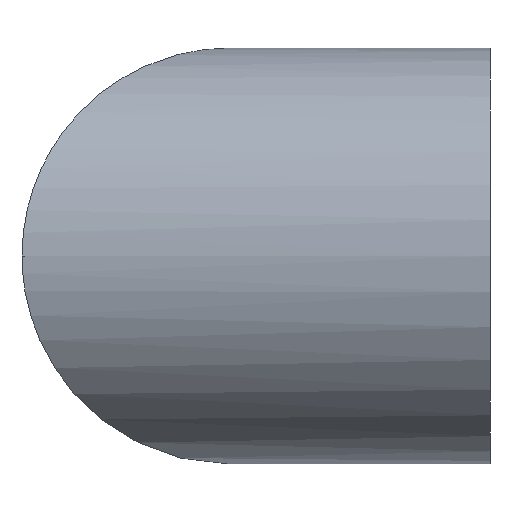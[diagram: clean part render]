
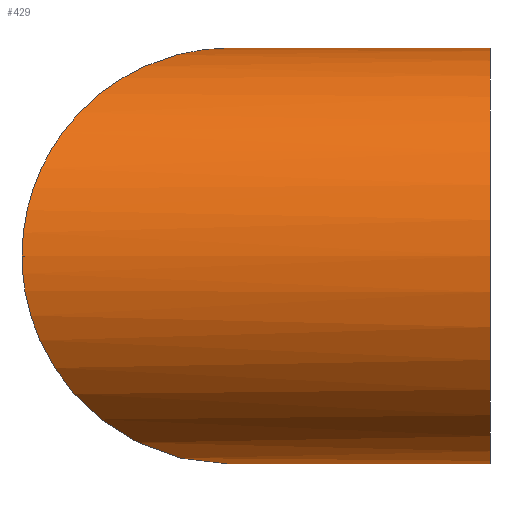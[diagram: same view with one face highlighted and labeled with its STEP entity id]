
A CAD part, left-side view. The second image highlights one B-rep face of the part: STEP entity #429.
In plain terms, the highlighted cylindrical face has radius 25.4 mm (diameter 50.8 mm), a partial arc.
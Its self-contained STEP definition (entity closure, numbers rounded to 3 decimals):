
#1 = DIRECTION ( 'NONE',  ( 0., -1., 0. ) ) ;
#9 = CARTESIAN_POINT ( 'NONE',  ( -24.919, 56.669, 5.017 ) ) ;
#12 = B_SPLINE_CURVE_WITH_KNOTS ( 'NONE', 3,
 ( #603, #735, #359, #289, #422, #696, #9, #504, #90, #510, #171, #314, #631, #231, #701, #706, #307, #768, #840, #522, #109, #585, #453, #534, #127, #601, #829, #491, #677, #616, #686, #560 ),
 .UNSPECIFIED., .F., .F.,
 ( 4, 2, 2, 2, 2, 2, 2, 2, 2, 2, 2, 2, 2, 2, 2, 4 ),
 ( 0.048, 0.05, 0.051, 0.054, 0.056, 0.057, 0.06, 0.062, 0.063, 0.066, 0.072, 0.078, 0.084, 0.087, 0.09, 0.096 ),
 .UNSPECIFIED. ) ;
#19 = CARTESIAN_POINT ( 'NONE',  ( -19.304, 51.054, -16.514 ) ) ;
#23 = CARTESIAN_POINT ( 'NONE',  ( -25.4, 57.15, 0. ) ) ;
#36 = CARTESIAN_POINT ( 'NONE',  ( 0., 31.75, 25.4 ) ) ;
#64 = CARTESIAN_POINT ( 'NONE',  ( 0., 0., 25.4 ) ) ;
#84 = AXIS2_PLACEMENT_3D ( 'NONE', #743, #199, #663 ) ;
#85 = CARTESIAN_POINT ( 'NONE',  ( 0., 90.236, -25.4 ) ) ;
#90 = CARTESIAN_POINT ( 'NONE',  ( -24.442, 56.192, 6.926 ) ) ;
#91 = CARTESIAN_POINT ( 'NONE',  ( 0., 90.236, 25.4 ) ) ;
#93 = B_SPLINE_CURVE_WITH_KNOTS ( 'NONE', 3,
 ( #773, #379, #797, #866, #260, #177, #596, #99, #383, #196, #712, #264, #732, #323, #639, #19, #529, #445, #341, #660, #517, #180, #842, #777, #465, #336, #121, #514, #320, #600, #848, #23 ),
 .UNSPECIFIED., .F., .F.,
 ( 4, 2, 2, 2, 2, 2, 2, 2, 2, 2, 2, 2, 2, 2, 2, 4 ),
 ( 0., 0.006, 0.012, 0.015, 0.018, 0.024, 0.027, 0.029, 0.03, 0.036, 0.038, 0.039, 0.042, 0.044, 0.045, 0.048 ),
 .UNSPECIFIED. ) ;
#99 = CARTESIAN_POINT ( 'NONE',  ( -11.19, 42.94, -22.815 ) ) ;
#107 = AXIS2_PLACEMENT_3D ( 'NONE', #826, #309, #295 ) ;
#109 = CARTESIAN_POINT ( 'NONE',  ( -17.607, 49.357, 18.378 ) ) ;
#121 = CARTESIAN_POINT ( 'NONE',  ( -24.909, 56.659, -4.997 ) ) ;
#127 = CARTESIAN_POINT ( 'NONE',  ( -9.863, 41.613, 23.453 ) ) ;
#129 = EDGE_CURVE ( 'NONE', #303, #667, #785, .T. ) ;
#149 = VERTEX_POINT ( 'NONE', #232 ) ;
#151 = FACE_OUTER_BOUND ( 'NONE', #790, .T. ) ;
#162 = VECTOR ( 'NONE', #767, 1000. ) ;
#171 = CARTESIAN_POINT ( 'NONE',  ( -24.002, 55.752, 8.325 ) ) ;
#177 = CARTESIAN_POINT ( 'NONE',  ( -9.141, 40.891, -23.709 ) ) ;
#180 = CARTESIAN_POINT ( 'NONE',  ( -23.502, 55.252, -9.647 ) ) ;
#196 = CARTESIAN_POINT ( 'NONE',  ( -13.864, 45.614, -21.337 ) ) ;
#199 = DIRECTION ( 'NONE',  ( 0., -1., 0. ) ) ;
#231 = CARTESIAN_POINT ( 'NONE',  ( -22.507, 54.257, 11.781 ) ) ;
#232 = CARTESIAN_POINT ( 'NONE',  ( -25.4, 57.15, 0. ) ) ;
#260 = CARTESIAN_POINT ( 'NONE',  ( -7.072, 38.822, -24.439 ) ) ;
#264 = CARTESIAN_POINT ( 'NONE',  ( -16.982, 48.732, -18.905 ) ) ;
#289 = CARTESIAN_POINT ( 'NONE',  ( -25.324, 57.074, 2.026 ) ) ;
#295 = DIRECTION ( 'NONE',  ( 0., 0., 1. ) ) ;
#303 = VERTEX_POINT ( 'NONE', #36 ) ;
#307 = CARTESIAN_POINT ( 'NONE',  ( -21.603, 53.353, 13.366 ) ) ;
#309 = DIRECTION ( 'NONE',  ( 0., 1., 0. ) ) ;
#314 = CARTESIAN_POINT ( 'NONE',  ( -23.504, 55.254, 9.678 ) ) ;
#320 = CARTESIAN_POINT ( 'NONE',  ( -25.161, 56.911, -3.51 ) ) ;
#323 = CARTESIAN_POINT ( 'NONE',  ( -18.453, 50.203, -17.459 ) ) ;
#336 = CARTESIAN_POINT ( 'NONE',  ( -24.805, 56.555, -5.489 ) ) ;
#341 = CARTESIAN_POINT ( 'NONE',  ( -21.886, 53.636, -13.025 ) ) ;
#359 = CARTESIAN_POINT ( 'NONE',  ( -25.385, 57.135, 1.011 ) ) ;
#379 = CARTESIAN_POINT ( 'NONE',  ( -1.437, 33.187, -25.4 ) ) ;
#383 = CARTESIAN_POINT ( 'NONE',  ( -11.869, 43.619, -22.469 ) ) ;
#404 = ORIENTED_EDGE ( 'NONE', *, *, #756, .F. ) ;
#421 = CARTESIAN_POINT ( 'NONE',  ( 0., 0., -25.4 ) ) ;
#422 = CARTESIAN_POINT ( 'NONE',  ( -25.278, 57.028, 2.535 ) ) ;
#429 = ADVANCED_FACE ( 'NONE', ( #151 ), #801, .T. ) ;
#430 = EDGE_CURVE ( 'NONE', #149, #303, #12, .T. ) ;
#445 = CARTESIAN_POINT ( 'NONE',  ( -20.919, 52.669, -14.509 ) ) ;
#453 = CARTESIAN_POINT ( 'NONE',  ( -13.851, 45.601, 21.345 ) ) ;
#465 = CARTESIAN_POINT ( 'NONE',  ( -24.456, 56.206, -6.931 ) ) ;
#475 = ORIENTED_EDGE ( 'NONE', *, *, #539, .T. ) ;
#479 = ORIENTED_EDGE ( 'NONE', *, *, #129, .F. ) ;
#491 = CARTESIAN_POINT ( 'NONE',  ( -5.671, 37.421, 24.769 ) ) ;
#504 = CARTESIAN_POINT ( 'NONE',  ( -24.572, 56.322, 6.453 ) ) ;
#510 = CARTESIAN_POINT ( 'NONE',  ( -24.157, 55.907, 7.862 ) ) ;
#514 = CARTESIAN_POINT ( 'NONE',  ( -25.087, 56.837, -4.007 ) ) ;
#517 = CARTESIAN_POINT ( 'NONE',  ( -23.127, 54.877, -10.514 ) ) ;
#519 = VERTEX_POINT ( 'NONE', #421 ) ;
#522 = CARTESIAN_POINT ( 'NONE',  ( -18.766, 50.516, 17.202 ) ) ;
#529 = CARTESIAN_POINT ( 'NONE',  ( -19.578, 51.328, -16.187 ) ) ;
#534 = CARTESIAN_POINT ( 'NONE',  ( -11.216, 42.966, 22.84 ) ) ;
#539 = EDGE_CURVE ( 'NONE', #543, #519, #658, .T. ) ;
#543 = VERTEX_POINT ( 'NONE', #630 ) ;
#560 = CARTESIAN_POINT ( 'NONE',  ( 0., 31.75, 25.4 ) ) ;
#569 = CIRCLE ( 'NONE', #107, 25.4 ) ;
#585 = CARTESIAN_POINT ( 'NONE',  ( -15.134, 46.884, 20.463 ) ) ;
#596 = CARTESIAN_POINT ( 'NONE',  ( -9.827, 41.577, -23.434 ) ) ;
#600 = CARTESIAN_POINT ( 'NONE',  ( -25.34, 57.09, -2.014 ) ) ;
#601 = CARTESIAN_POINT ( 'NONE',  ( -7.783, 39.533, 24.189 ) ) ;
#603 = CARTESIAN_POINT ( 'NONE',  ( -25.4, 57.15, 0. ) ) ;
#616 = CARTESIAN_POINT ( 'NONE',  ( -2.845, 34.595, 25.281 ) ) ;
#630 = CARTESIAN_POINT ( 'NONE',  ( 0., 31.75, -25.4 ) ) ;
#631 = CARTESIAN_POINT ( 'NONE',  ( -23.128, 54.878, 10.541 ) ) ;
#639 = CARTESIAN_POINT ( 'NONE',  ( -18.741, 50.491, -17.15 ) ) ;
#651 = ORIENTED_EDGE ( 'NONE', *, *, #717, .T. ) ;
#658 = LINE ( 'NONE', #85, #162 ) ;
#660 = CARTESIAN_POINT ( 'NONE',  ( -22.927, 54.677, -10.942 ) ) ;
#663 = DIRECTION ( 'NONE',  ( 0., 0., -1. ) ) ;
#667 = VERTEX_POINT ( 'NONE', #64 ) ;
#677 = CARTESIAN_POINT ( 'NONE',  ( -4.966, 36.716, 24.92 ) ) ;
#686 = CARTESIAN_POINT ( 'NONE',  ( -1.425, 33.175, 25.4 ) ) ;
#696 = CARTESIAN_POINT ( 'NONE',  ( -25.097, 56.847, 4.038 ) ) ;
#701 = CARTESIAN_POINT ( 'NONE',  ( -22.291, 54.041, 12.185 ) ) ;
#706 = CARTESIAN_POINT ( 'NONE',  ( -21.839, 53.589, 12.978 ) ) ;
#712 = CARTESIAN_POINT ( 'NONE',  ( -15.145, 46.895, -20.454 ) ) ;
#717 = EDGE_CURVE ( 'NONE', #519, #667, #569, .T. ) ;
#726 = VECTOR ( 'NONE', #1, 1000. ) ;
#732 = CARTESIAN_POINT ( 'NONE',  ( -17.58, 49.33, -18.352 ) ) ;
#735 = CARTESIAN_POINT ( 'NONE',  ( -25.4, 57.15, 0.504 ) ) ;
#743 = CARTESIAN_POINT ( 'NONE',  ( 0., 90.236, 0. ) ) ;
#747 = ORIENTED_EDGE ( 'NONE', *, *, #430, .F. ) ;
#756 = EDGE_CURVE ( 'NONE', #543, #149, #93, .T. ) ;
#767 = DIRECTION ( 'NONE',  ( 0., -1., 0. ) ) ;
#768 = CARTESIAN_POINT ( 'NONE',  ( -20.877, 52.627, 14.495 ) ) ;
#773 = CARTESIAN_POINT ( 'NONE',  ( 0., 31.75, -25.4 ) ) ;
#777 = CARTESIAN_POINT ( 'NONE',  ( -24.172, 55.922, -7.859 ) ) ;
#785 = LINE ( 'NONE', #91, #726 ) ;
#790 = EDGE_LOOP ( 'NONE', ( #479, #747, #404, #475, #651 ) ) ;
#797 = CARTESIAN_POINT ( 'NONE',  ( -2.86, 34.61, -25.279 ) ) ;
#801 = CYLINDRICAL_SURFACE ( 'NONE', #84, 25.4 ) ;
#826 = CARTESIAN_POINT ( 'NONE',  ( 0., 0., 0. ) ) ;
#829 = CARTESIAN_POINT ( 'NONE',  ( -7.08, 38.83, 24.404 ) ) ;
#840 = CARTESIAN_POINT ( 'NONE',  ( -20.367, 52.117, 15.201 ) ) ;
#842 = CARTESIAN_POINT ( 'NONE',  ( -23.678, 55.428, -9.206 ) ) ;
#848 = CARTESIAN_POINT ( 'NONE',  ( -25.4, 57.15, -1.011 ) ) ;
#866 = CARTESIAN_POINT ( 'NONE',  ( -5.678, 37.428, -24.799 ) ) ;
